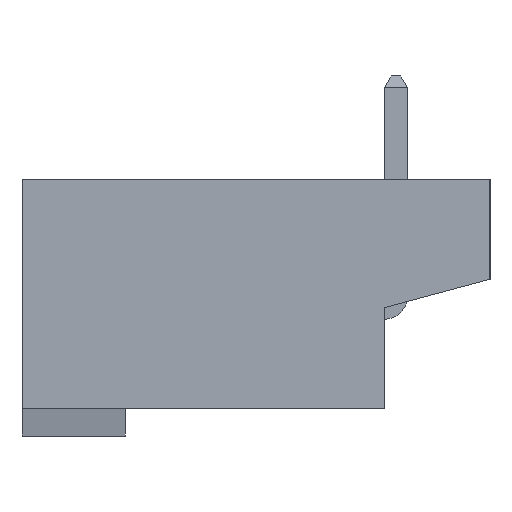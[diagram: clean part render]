
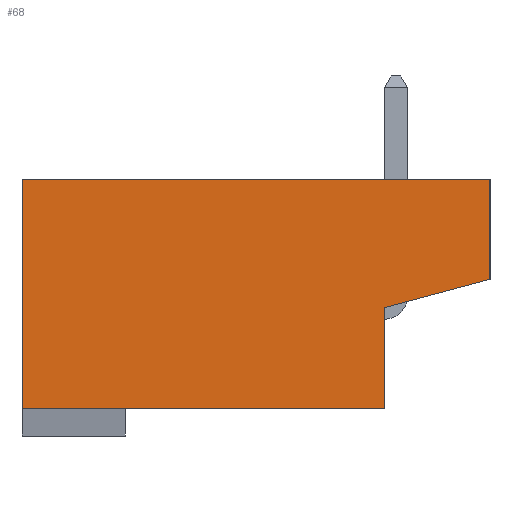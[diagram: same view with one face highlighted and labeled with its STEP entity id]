
A CAD part, left-side view. The second image highlights one B-rep face of the part: STEP entity #68.
In plain terms, the highlighted planar face has unit normal (-1, 0, 0).
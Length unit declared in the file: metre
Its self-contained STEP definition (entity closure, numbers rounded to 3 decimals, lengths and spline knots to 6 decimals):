
#68 = ADVANCED_FACE( '', ( #246 ), #247, .T. );
#246 = FACE_OUTER_BOUND( '', #552, .T. );
#247 = PLANE( '', #553 );
#552 = EDGE_LOOP( '', ( #1011, #1012, #1013, #1014, #1015, #1016 ) );
#553 = AXIS2_PLACEMENT_3D( '', #1017, #1018, #1019 );
#1011 = ORIENTED_EDGE( '', *, *, #2121, .F. );
#1012 = ORIENTED_EDGE( '', *, *, #2122, .T. );
#1013 = ORIENTED_EDGE( '', *, *, #2123, .T. );
#1014 = ORIENTED_EDGE( '', *, *, #2124, .T. );
#1015 = ORIENTED_EDGE( '', *, *, #2125, .T. );
#1016 = ORIENTED_EDGE( '', *, *, #2126, .T. );
#1017 = CARTESIAN_POINT( '', ( -0.008025, 0.00545, -0.003605 ) );
#1018 = DIRECTION( '', ( -1., 0., 0. ) );
#1019 = DIRECTION( '', ( 0., 0., 1. ) );
#2121 = EDGE_CURVE( '', #2592, #2593, #2594, .T. );
#2122 = EDGE_CURVE( '', #2592, #2595, #2596, .T. );
#2123 = EDGE_CURVE( '', #2595, #2597, #2598, .T. );
#2124 = EDGE_CURVE( '', #2597, #2599, #2600, .T. );
#2125 = EDGE_CURVE( '', #2599, #2601, #2602, .T. );
#2126 = EDGE_CURVE( '', #2601, #2593, #2603, .T. );
#2592 = VERTEX_POINT( '', #3305 );
#2593 = VERTEX_POINT( '', #3306 );
#2594 = LINE( '', #3307, #3308 );
#2595 = VERTEX_POINT( '', #3309 );
#2596 = LINE( '', #3310, #3311 );
#2597 = VERTEX_POINT( '', #3312 );
#2598 = LINE( '', #3313, #3314 );
#2599 = VERTEX_POINT( '', #3315 );
#2600 = LINE( '', #3316, #3317 );
#2601 = VERTEX_POINT( '', #3318 );
#2602 = LINE( '', #3319, #3320 );
#2603 = LINE( '', #3321, #3322 );
#3305 = CARTESIAN_POINT( '', ( -0.008025, 0.00545, -0.002825 ) );
#3306 = CARTESIAN_POINT( '', ( -0.008025, 0.00545, 0.003605 ) );
#3307 = CARTESIAN_POINT( '', ( -0.008025, 0.00545, -0.002825 ) );
#3308 = VECTOR( '', #4069, 1. );
#3309 = CARTESIAN_POINT( '', ( -0.008025, -0.004725, -0.002825 ) );
#3310 = CARTESIAN_POINT( '', ( -0.008025, 0.00545, -0.002825 ) );
#3311 = VECTOR( '', #4070, 1. );
#3312 = CARTESIAN_POINT( '', ( -0.008025, -0.004725, 0. ) );
#3313 = CARTESIAN_POINT( '', ( -0.008025, -0.004725, -0.002825 ) );
#3314 = VECTOR( '', #4071, 1. );
#3315 = CARTESIAN_POINT( '', ( -0.008025, -0.00769, 0.000794 ) );
#3316 = CARTESIAN_POINT( '', ( -0.008025, -0.004725, 0. ) );
#3317 = VECTOR( '', #4072, 1. );
#3318 = CARTESIAN_POINT( '', ( -0.008025, -0.00769, 0.003605 ) );
#3319 = CARTESIAN_POINT( '', ( -0.008025, -0.00769, 0.000794 ) );
#3320 = VECTOR( '', #4073, 1. );
#3321 = CARTESIAN_POINT( '', ( -0.008025, -0.00769, 0.003605 ) );
#3322 = VECTOR( '', #4074, 1. );
#4069 = DIRECTION( '', ( 0., 0., 1. ) );
#4070 = DIRECTION( '', ( 0., -1., 0. ) );
#4071 = DIRECTION( '', ( 0., 0., 1. ) );
#4072 = DIRECTION( '', ( 0., -0.966, 0.259 ) );
#4073 = DIRECTION( '', ( 0., 0., 1. ) );
#4074 = DIRECTION( '', ( 0., 1., 0. ) );
